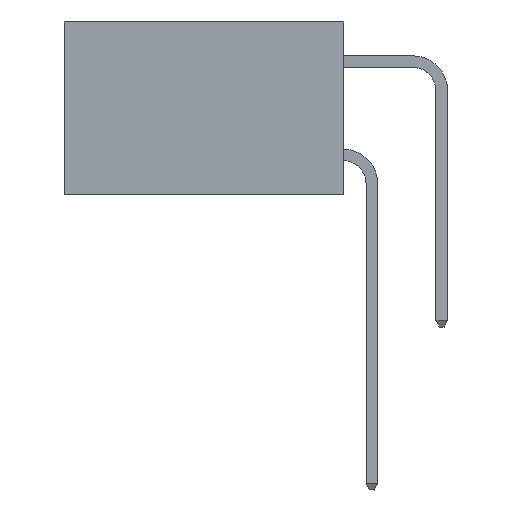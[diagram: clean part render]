
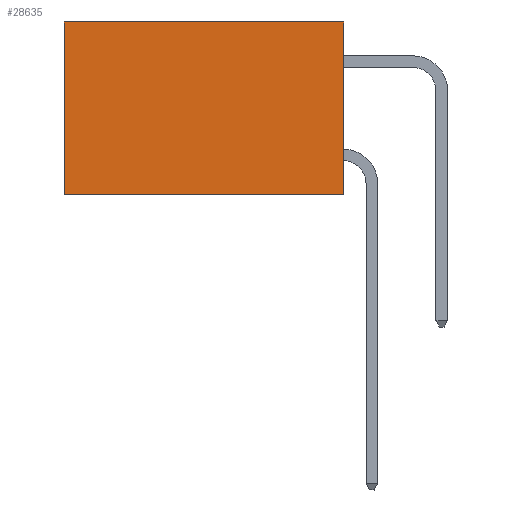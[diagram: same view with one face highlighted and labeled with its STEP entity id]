
A CAD part, left-side view. The second image highlights one B-rep face of the part: STEP entity #28635.
In plain terms, the highlighted planar face has unit normal (-1, 0, 0).
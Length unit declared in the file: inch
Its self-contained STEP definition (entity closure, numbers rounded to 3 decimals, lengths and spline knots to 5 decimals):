
#213 = LINE ( 'NONE', #12537, #22299 ) ;
#548 = EDGE_LOOP ( 'NONE', ( #7720, #9665, #4089, #11106 ) ) ;
#1482 = VERTEX_POINT ( 'NONE', #28388 ) ;
#2352 = DIRECTION ( 'NONE',  ( 1., 0., 0. ) ) ;
#4089 = ORIENTED_EDGE ( 'NONE', *, *, #11946, .F. ) ;
#4544 = EDGE_CURVE ( 'NONE', #13871, #1482, #213, .T. ) ;
#4684 = DIRECTION ( 'NONE',  ( 0., 0., -1. ) ) ;
#5888 = CARTESIAN_POINT ( 'NONE',  ( 0.298, 0., -0.37 ) ) ;
#6469 = CARTESIAN_POINT ( 'NONE',  ( 0.298, 0., 0. ) ) ;
#7720 = ORIENTED_EDGE ( 'NONE', *, *, #25247, .T. ) ;
#8658 = CARTESIAN_POINT ( 'NONE',  ( 0.298, 0.6, -0.37 ) ) ;
#9665 = ORIENTED_EDGE ( 'NONE', *, *, #14373, .F. ) ;
#10699 = VECTOR ( 'NONE', #15387, 39.37008 ) ;
#11106 = ORIENTED_EDGE ( 'NONE', *, *, #4544, .T. ) ;
#11845 = CARTESIAN_POINT ( 'NONE',  ( 0.298, 0., -0.37 ) ) ;
#11946 = EDGE_CURVE ( 'NONE', #13871, #17791, #18372, .T. ) ;
#12046 = DIRECTION ( 'NONE',  ( 0., 1., 0. ) ) ;
#12537 = CARTESIAN_POINT ( 'NONE',  ( 0.298, 0., 0. ) ) ;
#13871 = VERTEX_POINT ( 'NONE', #6469 ) ;
#13953 = CARTESIAN_POINT ( 'NONE',  ( 0.298, 0., 0. ) ) ;
#14373 = EDGE_CURVE ( 'NONE', #17791, #27382, #22103, .T. ) ;
#15387 = DIRECTION ( 'NONE',  ( 0., 0., -1. ) ) ;
#16227 = VECTOR ( 'NONE', #4684, 39.37008 ) ;
#16748 = LINE ( 'NONE', #24563, #10699 ) ;
#17791 = VERTEX_POINT ( 'NONE', #5888 ) ;
#18262 = DIRECTION ( 'NONE',  ( 0., 0., -1. ) ) ;
#18372 = LINE ( 'NONE', #13953, #16227 ) ;
#19959 = VECTOR ( 'NONE', #12046, 39.37008 ) ;
#20348 = PLANE ( 'NONE',  #24460 ) ;
#21690 = FACE_OUTER_BOUND ( 'NONE', #548, .T. ) ;
#22103 = LINE ( 'NONE', #11845, #19959 ) ;
#22299 = VECTOR ( 'NONE', #26347, 39.37008 ) ;
#22932 = CARTESIAN_POINT ( 'NONE',  ( 0.298, 0., 0. ) ) ;
#24460 = AXIS2_PLACEMENT_3D ( 'NONE', #22932, #2352, #18262 ) ;
#24563 = CARTESIAN_POINT ( 'NONE',  ( 0.298, 0.6, 0. ) ) ;
#25247 = EDGE_CURVE ( 'NONE', #1482, #27382, #16748, .T. ) ;
#26347 = DIRECTION ( 'NONE',  ( 0., 1., 0. ) ) ;
#27382 = VERTEX_POINT ( 'NONE', #8658 ) ;
#28388 = CARTESIAN_POINT ( 'NONE',  ( 0.298, 0.6, 0. ) ) ;
#28635 = ADVANCED_FACE ( 'NONE', ( #21690 ), #20348, .F. ) ;
